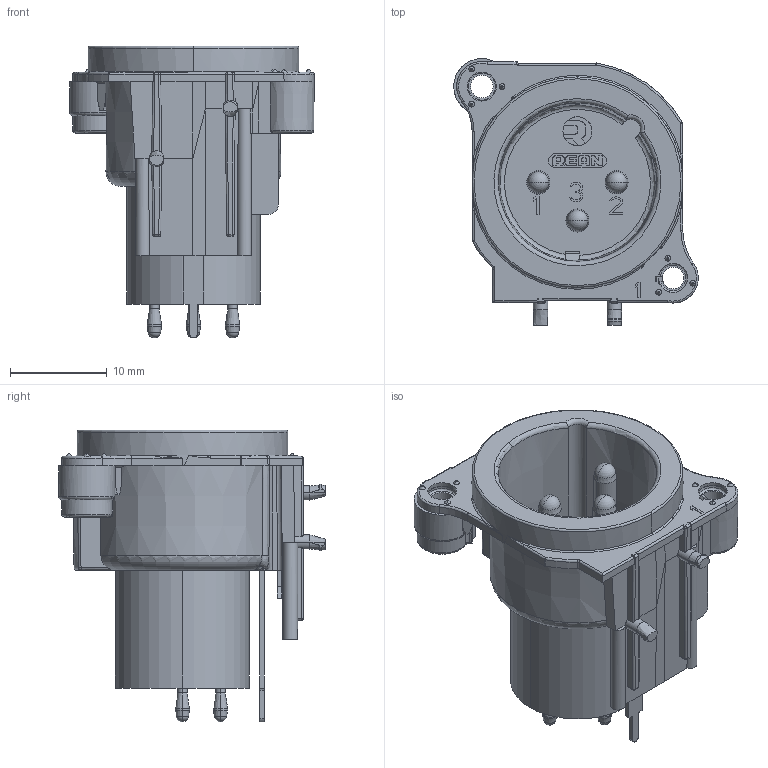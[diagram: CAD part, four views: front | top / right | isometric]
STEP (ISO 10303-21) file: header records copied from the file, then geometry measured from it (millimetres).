
FILE_DESCRIPTION((''),'2;1');
FILE_NAME('RRX3M-AA-023','2024-04-29T14:47:10',('summer.xia'),(''),'CREO PARAMETRIC BY PTC INC, 2023424','CREO PARAMETRIC BY PTC INC, 2023424','');
FILE_SCHEMA(('CONFIG_CONTROL_DESIGN'));
Length unit declared in the file: millimetre
Products named in the file (1): RRX3M-AA-023
Bounding box: 25.3 x 27.6 x 30.2 mm (x, y, z)
Volume: 4407.8 mm3; surface area: 4317.8 mm2
Topology: 1 solids, 1 shells, 601 faces, 1684 edges, 1104 vertices
Faces by surface type: plane 292, cylinder 117, cone 57, sphere 38, torus 38, bspline 38, extrusion 21
Entity records: 21126 total; most frequent: CARTESIAN_POINT 6264, ORIENTED_EDGE 3248, DIRECTION 2852, EDGE_CURVE 1624, VERTEX_POINT 1052, AXIS2_PLACEMENT_3D 954, VECTOR 944, LINE 923
